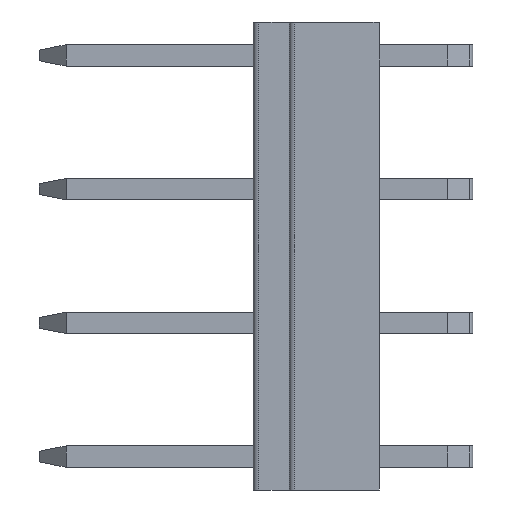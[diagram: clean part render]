
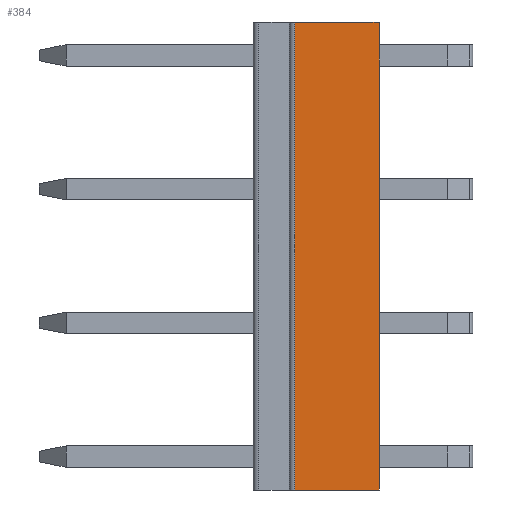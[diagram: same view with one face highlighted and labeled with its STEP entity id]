
A CAD part, left-side view. The second image highlights one B-rep face of the part: STEP entity #384.
In plain terms, the highlighted planar face has unit normal (-1, 0, 0).
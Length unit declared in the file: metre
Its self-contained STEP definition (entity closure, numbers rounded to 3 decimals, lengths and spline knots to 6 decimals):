
#384=ADVANCED_FACE('',(#819),#820,.F.);
#819=FACE_OUTER_BOUND('',#1280,.T.);
#820=PLANE('',#1281);
#1280=EDGE_LOOP('',(#2396,#2397,#2398,#2399));
#1281=AXIS2_PLACEMENT_3D('',#2400,#2401,#2402);
#2396=ORIENTED_EDGE('',*,*,#2911,.T.);
#2397=ORIENTED_EDGE('',*,*,#2970,.T.);
#2398=ORIENTED_EDGE('',*,*,#3049,.T.);
#2399=ORIENTED_EDGE('',*,*,#2706,.F.);
#2400=CARTESIAN_POINT('',(0.,0.01345,-0.07091));
#2401=DIRECTION('',(1.0,0.,0.));
#2402=DIRECTION('',(0.,0.,-1.0));
#2706=EDGE_CURVE('',#3232,#3234,#3235,.T.);
#2911=EDGE_CURVE('',#3232,#3570,#3572,.T.);
#2970=EDGE_CURVE('',#3570,#3662,#3664,.T.);
#3049=EDGE_CURVE('',#3662,#3234,#3772,.T.);
#3232=VERTEX_POINT('',#3987);
#3234=VERTEX_POINT('',#3990);
#3235=LINE('',#3991,#3992);
#3570=VERTEX_POINT('',#4494);
#3572=LINE('',#4497,#4498);
#3662=VERTEX_POINT('',#4630);
#3664=LINE('',#4632,#4633);
#3772=LINE('',#4793,#4794);
#3987=CARTESIAN_POINT('',(0.,0.,-0.0175));
#3990=CARTESIAN_POINT('',(0.,0.00315,-0.0175));
#3991=CARTESIAN_POINT('',(0.,0.01345,-0.0175));
#3992=VECTOR('',#5009,1.0);
#4494=CARTESIAN_POINT('',(0.,0.0,0.));
#4497=CARTESIAN_POINT('',(0.,0.,0.00831));
#4498=VECTOR('',#5212,1.0);
#4630=CARTESIAN_POINT('',(0.,0.00315,0.));
#4632=CARTESIAN_POINT('',(0.,0.00415,0.));
#4633=VECTOR('',#5267,1.0);
#4793=CARTESIAN_POINT('',(0.,0.00315,-0.07091));
#4794=VECTOR('',#5338,1.0);
#5009=DIRECTION('',(0.,1.0,0.));
#5212=DIRECTION('',(0.,0.,1.0));
#5267=DIRECTION('',(0.,1.0,0.));
#5338=DIRECTION('',(0.,0.,-1.0));
